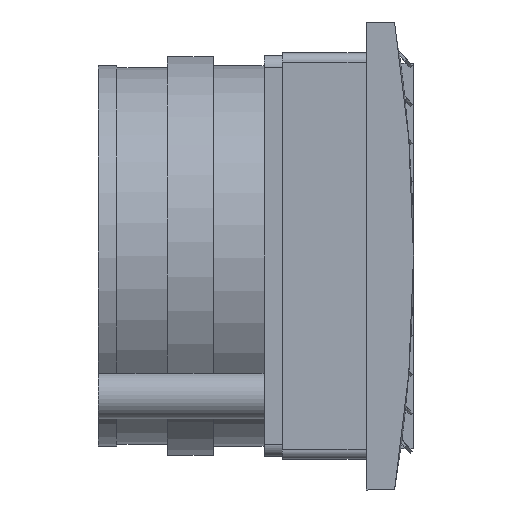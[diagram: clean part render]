
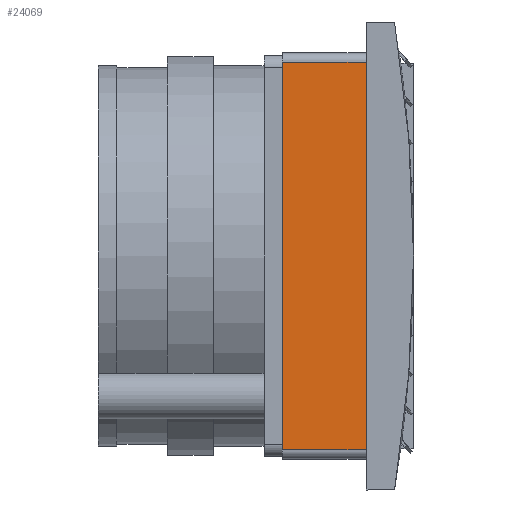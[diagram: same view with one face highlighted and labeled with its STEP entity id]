
A CAD part, left-side view. The second image highlights one B-rep face of the part: STEP entity #24069.
In plain terms, the highlighted planar face has unit normal (-1, 0, 0).
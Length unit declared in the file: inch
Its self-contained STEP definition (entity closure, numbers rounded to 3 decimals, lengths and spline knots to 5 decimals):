
#2445 = PLANE ( 'NONE',  #11340 ) ;
#2607 = VECTOR ( 'NONE', #24445, 39.37008 ) ;
#3443 = VECTOR ( 'NONE', #14397, 39.37008 ) ;
#5154 = CARTESIAN_POINT ( 'NONE',  ( -4.38976, 0., 4.19291 ) ) ;
#5227 = ORIENTED_EDGE ( 'NONE', *, *, #13044, .T. ) ;
#5499 = CARTESIAN_POINT ( 'NONE',  ( -4.38976, 1.81102, -4.19291 ) ) ;
#7062 = CARTESIAN_POINT ( 'NONE',  ( -4.38976, 0., -4.19291 ) ) ;
#7473 = DIRECTION ( 'NONE',  ( 0., 1., 0. ) ) ;
#8882 = EDGE_CURVE ( 'NONE', #16935, #14838, #9235, .T. ) ;
#9071 = FACE_OUTER_BOUND ( 'NONE', #19563, .T. ) ;
#9235 = LINE ( 'NONE', #25186, #3443 ) ;
#11340 = AXIS2_PLACEMENT_3D ( 'NONE', #11354, #24252, #17640 ) ;
#11354 = CARTESIAN_POINT ( 'NONE',  ( -4.38976, 0., 0. ) ) ;
#11702 = CARTESIAN_POINT ( 'NONE',  ( -4.38976, 0., 4.19291 ) ) ;
#11934 = VERTEX_POINT ( 'NONE', #12346 ) ;
#12100 = LINE ( 'NONE', #21985, #2607 ) ;
#12346 = CARTESIAN_POINT ( 'NONE',  ( -4.38976, 1.81102, 4.19291 ) ) ;
#13044 = EDGE_CURVE ( 'NONE', #11934, #16935, #15581, .T. ) ;
#14397 = DIRECTION ( 'NONE',  ( 0., -1., 0. ) ) ;
#14838 = VERTEX_POINT ( 'NONE', #7062 ) ;
#15106 = ORIENTED_EDGE ( 'NONE', *, *, #8882, .T. ) ;
#15214 = VERTEX_POINT ( 'NONE', #5154 ) ;
#15581 = LINE ( 'NONE', #16635, #16928 ) ;
#16635 = CARTESIAN_POINT ( 'NONE',  ( -4.38976, 1.81102, 0. ) ) ;
#16727 = DIRECTION ( 'NONE',  ( 0., 0., -1. ) ) ;
#16792 = ORIENTED_EDGE ( 'NONE', *, *, #21945, .T. ) ;
#16928 = VECTOR ( 'NONE', #16727, 39.37008 ) ;
#16935 = VERTEX_POINT ( 'NONE', #5499 ) ;
#17640 = DIRECTION ( 'NONE',  ( 0., -1., 0. ) ) ;
#18033 = VECTOR ( 'NONE', #7473, 39.37008 ) ;
#18535 = ORIENTED_EDGE ( 'NONE', *, *, #24187, .T. ) ;
#19563 = EDGE_LOOP ( 'NONE', ( #18535, #16792, #5227, #15106 ) ) ;
#21945 = EDGE_CURVE ( 'NONE', #15214, #11934, #22782, .T. ) ;
#21985 = CARTESIAN_POINT ( 'NONE',  ( -4.38976, 0., 0. ) ) ;
#22782 = LINE ( 'NONE', #11702, #18033 ) ;
#24069 = ADVANCED_FACE ( 'NONE', ( #9071 ), #2445, .T. ) ;
#24187 = EDGE_CURVE ( 'NONE', #14838, #15214, #12100, .T. ) ;
#24252 = DIRECTION ( 'NONE',  ( -1., 0., 0. ) ) ;
#24445 = DIRECTION ( 'NONE',  ( 0., 0., 1. ) ) ;
#25186 = CARTESIAN_POINT ( 'NONE',  ( -4.38976, 0., -4.19291 ) ) ;
